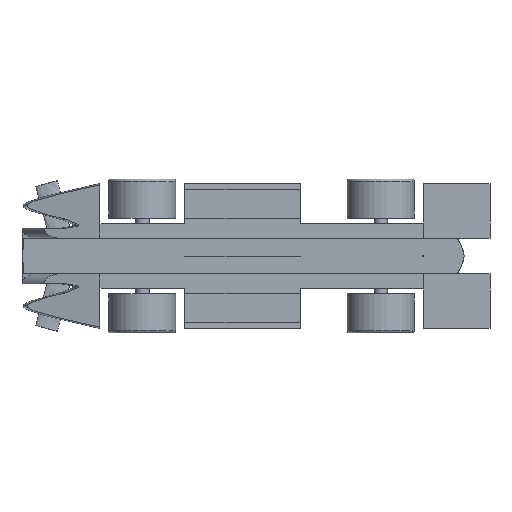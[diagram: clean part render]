
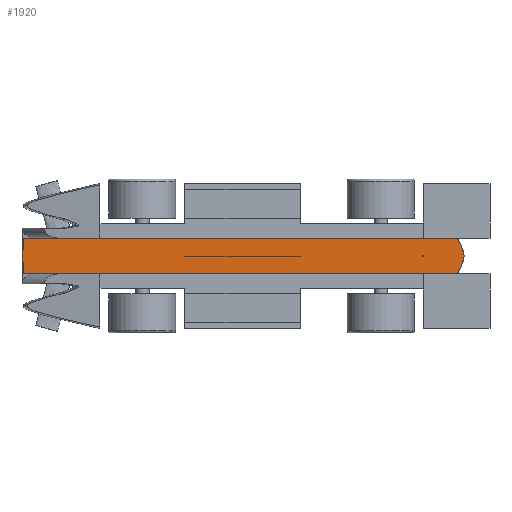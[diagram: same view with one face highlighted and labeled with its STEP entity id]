
A CAD part, front view. The second image highlights one B-rep face of the part: STEP entity #1920.
In plain terms, the highlighted planar face has unit normal (0, -1, 0).
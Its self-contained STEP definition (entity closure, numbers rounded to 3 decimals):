
#53=B_SPLINE_CURVE_WITH_KNOTS('',3,(#3126,#3127,#3128,#3129,#3130,#3131),
 .UNSPECIFIED.,.F.,.F.,(4,2,4),(0.,0.003,0.006),
 .UNSPECIFIED.);
#56=B_SPLINE_CURVE_WITH_KNOTS('',3,(#3214,#3215,#3216,#3217),
 .UNSPECIFIED.,.F.,.F.,(4,4),(-5.86,-5.848),
 .UNSPECIFIED.);
#80=ELLIPSE('',#2019,18.153,18.088);
#81=ELLIPSE('',#2023,18.153,18.088);
#85=ELLIPSE('',#2071,18.153,18.088);
#86=ELLIPSE('',#2072,18.153,18.088);
#137=LINE('',#2810,#322);
#144=LINE('',#2827,#329);
#145=LINE('',#2830,#330);
#149=LINE('',#2853,#334);
#155=LINE('',#2881,#340);
#157=LINE('',#2885,#342);
#191=LINE('',#3105,#376);
#203=LINE('',#3154,#388);
#210=LINE('',#3198,#395);
#211=LINE('',#3203,#396);
#212=LINE('',#3205,#397);
#213=LINE('',#3207,#398);
#214=LINE('',#3209,#399);
#215=LINE('',#3211,#400);
#216=LINE('',#3212,#401);
#217=LINE('',#3219,#402);
#218=LINE('',#3220,#403);
#219=LINE('',#3223,#404);
#220=LINE('',#3225,#405);
#221=LINE('',#3227,#406);
#222=LINE('',#3228,#407);
#322=VECTOR('',#2251,10.);
#329=VECTOR('',#2266,10.);
#330=VECTOR('',#2269,10.);
#334=VECTOR('',#2273,10.);
#340=VECTOR('',#2285,10.);
#342=VECTOR('',#2289,10.);
#376=VECTOR('',#2357,10.);
#388=VECTOR('',#2387,10.);
#395=VECTOR('',#2404,10.);
#396=VECTOR('',#2409,10.);
#397=VECTOR('',#2410,10.);
#398=VECTOR('',#2411,10.);
#399=VECTOR('',#2412,10.);
#400=VECTOR('',#2413,10.);
#401=VECTOR('',#2414,10.);
#402=VECTOR('',#2415,10.);
#403=VECTOR('',#2416,10.);
#404=VECTOR('',#2417,10.);
#405=VECTOR('',#2418,10.);
#406=VECTOR('',#2419,10.);
#407=VECTOR('',#2420,10.);
#498=FACE_BOUND('',#751,.T.);
#499=FACE_BOUND('',#752,.T.);
#542=PLANE('',#2070);
#634=FACE_OUTER_BOUND('',#750,.T.);
#750=EDGE_LOOP('',(#1570,#1571,#1572,#1573,#1574,#1575,#1576,#1577,#1578,
#1579,#1580,#1581,#1582,#1583,#1584,#1585,#1586));
#751=EDGE_LOOP('',(#1587,#1588,#1589,#1590,#1591,#1592));
#752=EDGE_LOOP('',(#1593,#1594,#1595,#1596));
#865=VERTEX_POINT('',#2680);
#867=VERTEX_POINT('',#2683);
#870=VERTEX_POINT('',#2690);
#871=VERTEX_POINT('',#2692);
#892=VERTEX_POINT('',#2807);
#893=VERTEX_POINT('',#2809);
#899=VERTEX_POINT('',#2825);
#900=VERTEX_POINT('',#2829);
#904=VERTEX_POINT('',#2845);
#905=VERTEX_POINT('',#2852);
#910=VERTEX_POINT('',#2879);
#911=VERTEX_POINT('',#2883);
#946=VERTEX_POINT('',#3151);
#951=VERTEX_POINT('',#3197);
#952=VERTEX_POINT('',#3200);
#953=VERTEX_POINT('',#3202);
#954=VERTEX_POINT('',#3204);
#955=VERTEX_POINT('',#3206);
#956=VERTEX_POINT('',#3208);
#957=VERTEX_POINT('',#3210);
#958=VERTEX_POINT('',#3213);
#959=VERTEX_POINT('',#3218);
#960=VERTEX_POINT('',#3221);
#961=VERTEX_POINT('',#3222);
#962=VERTEX_POINT('',#3224);
#963=VERTEX_POINT('',#3226);
#1055=EDGE_CURVE('',#865,#867,#80,.T.);
#1060=EDGE_CURVE('',#871,#870,#81,.T.);
#1083=EDGE_CURVE('',#892,#893,#137,.T.);
#1092=EDGE_CURVE('',#899,#892,#144,.T.);
#1093=EDGE_CURVE('',#900,#893,#145,.T.);
#1098=EDGE_CURVE('',#905,#904,#149,.T.);
#1107=EDGE_CURVE('',#904,#910,#155,.T.);
#1109=EDGE_CURVE('',#911,#900,#157,.T.);
#1155=EDGE_CURVE('',#899,#867,#191,.T.);
#1159=EDGE_CURVE('',#910,#905,#53,.T.);
#1170=EDGE_CURVE('',#871,#946,#203,.T.);
#1179=EDGE_CURVE('',#951,#865,#210,.T.);
#1180=EDGE_CURVE('',#951,#870,#85,.T.);
#1181=EDGE_CURVE('',#946,#952,#86,.T.);
#1182=EDGE_CURVE('',#953,#952,#211,.T.);
#1183=EDGE_CURVE('',#953,#954,#212,.T.);
#1184=EDGE_CURVE('',#954,#955,#213,.T.);
#1185=EDGE_CURVE('',#956,#955,#214,.T.);
#1186=EDGE_CURVE('',#957,#956,#215,.T.);
#1187=EDGE_CURVE('',#957,#911,#216,.T.);
#1188=EDGE_CURVE('',#958,#905,#56,.T.);
#1189=EDGE_CURVE('',#959,#958,#217,.T.);
#1190=EDGE_CURVE('',#905,#959,#218,.T.);
#1191=EDGE_CURVE('',#960,#961,#219,.T.);
#1192=EDGE_CURVE('',#962,#961,#220,.T.);
#1193=EDGE_CURVE('',#962,#963,#221,.T.);
#1194=EDGE_CURVE('',#963,#960,#222,.T.);
#1570=ORIENTED_EDGE('',*,*,#1179,.F.);
#1571=ORIENTED_EDGE('',*,*,#1180,.T.);
#1572=ORIENTED_EDGE('',*,*,#1060,.F.);
#1573=ORIENTED_EDGE('',*,*,#1170,.T.);
#1574=ORIENTED_EDGE('',*,*,#1181,.T.);
#1575=ORIENTED_EDGE('',*,*,#1182,.F.);
#1576=ORIENTED_EDGE('',*,*,#1183,.T.);
#1577=ORIENTED_EDGE('',*,*,#1184,.T.);
#1578=ORIENTED_EDGE('',*,*,#1185,.F.);
#1579=ORIENTED_EDGE('',*,*,#1186,.F.);
#1580=ORIENTED_EDGE('',*,*,#1187,.T.);
#1581=ORIENTED_EDGE('',*,*,#1109,.T.);
#1582=ORIENTED_EDGE('',*,*,#1093,.T.);
#1583=ORIENTED_EDGE('',*,*,#1083,.F.);
#1584=ORIENTED_EDGE('',*,*,#1092,.F.);
#1585=ORIENTED_EDGE('',*,*,#1155,.T.);
#1586=ORIENTED_EDGE('',*,*,#1055,.F.);
#1587=ORIENTED_EDGE('',*,*,#1188,.F.);
#1588=ORIENTED_EDGE('',*,*,#1189,.F.);
#1589=ORIENTED_EDGE('',*,*,#1190,.F.);
#1590=ORIENTED_EDGE('',*,*,#1098,.T.);
#1591=ORIENTED_EDGE('',*,*,#1107,.T.);
#1592=ORIENTED_EDGE('',*,*,#1159,.T.);
#1593=ORIENTED_EDGE('',*,*,#1191,.T.);
#1594=ORIENTED_EDGE('',*,*,#1192,.F.);
#1595=ORIENTED_EDGE('',*,*,#1193,.T.);
#1596=ORIENTED_EDGE('',*,*,#1194,.T.);
#1920=ADVANCED_FACE('',(#634,#498,#499),#542,.T.);
#2019=AXIS2_PLACEMENT_3D('',#2684,#2213,#2214);
#2023=AXIS2_PLACEMENT_3D('',#2694,#2223,#2224);
#2070=AXIS2_PLACEMENT_3D('',#3196,#2402,#2403);
#2071=AXIS2_PLACEMENT_3D('',#3199,#2405,#2406);
#2072=AXIS2_PLACEMENT_3D('',#3201,#2407,#2408);
#2213=DIRECTION('center_axis',(0.,1.,0.));
#2214=DIRECTION('ref_axis',(1.,0.,0.));
#2223=DIRECTION('center_axis',(0.,1.,0.));
#2224=DIRECTION('ref_axis',(1.,0.,0.));
#2251=DIRECTION('',(-1.,0.,0.));
#2266=DIRECTION('',(0.,0.,1.));
#2269=DIRECTION('',(0.,0.,-1.));
#2273=DIRECTION('',(0.,0.,1.));
#2285=DIRECTION('',(1.,0.,0.001));
#2289=DIRECTION('',(1.,0.,0.));
#2357=DIRECTION('',(1.,0.,0.));
#2387=DIRECTION('',(-1.,0.,0.));
#2402=DIRECTION('center_axis',(0.,-1.,0.));
#2403=DIRECTION('ref_axis',(-1.,0.,0.));
#2404=DIRECTION('',(-1.,0.,0.));
#2405=DIRECTION('center_axis',(0.,-1.,0.));
#2406=DIRECTION('ref_axis',(1.,0.,0.));
#2407=DIRECTION('center_axis',(0.,-1.,0.));
#2408=DIRECTION('ref_axis',(1.,0.,0.));
#2409=DIRECTION('',(1.,0.,0.));
#2410=DIRECTION('',(0.,0.,-1.));
#2411=DIRECTION('',(-1.,0.,0.));
#2412=DIRECTION('',(0.,0.,1.));
#2413=DIRECTION('',(1.,0.,0.));
#2414=DIRECTION('',(0.,0.,-1.));
#2415=DIRECTION('',(1.,0.,-0.001));
#2416=DIRECTION('',(0.,0.,-1.));
#2417=DIRECTION('',(-1.,0.,0.));
#2418=DIRECTION('',(0.,0.,-1.));
#2419=DIRECTION('',(1.,0.,-0.001));
#2420=DIRECTION('',(0.,0.,-1.));
#2680=CARTESIAN_POINT('',(198.397,15.,-0.072));
#2683=CARTESIAN_POINT('',(186.854,15.,-14.5));
#2684=CARTESIAN_POINT('Origin',(180.416,15.,2.412));
#2690=CARTESIAN_POINT('',(198.407,15.,0.));
#2692=CARTESIAN_POINT('',(198.416,15.,0.072));
#2694=CARTESIAN_POINT('Origin',(180.416,15.,2.412));
#2807=CARTESIAN_POINT('',(180.,15.,-8.));
#2809=CARTESIAN_POINT('',(0.711,15.,-8.));
#2810=CARTESIAN_POINT('',(0.,15.,-8.));
#2825=CARTESIAN_POINT('',(180.,15.,-14.5));
#2827=CARTESIAN_POINT('',(180.,15.,-32.5));
#2829=CARTESIAN_POINT('',(0.711,15.,-3.));
#2830=CARTESIAN_POINT('',(0.711,15.,-5.375));
#2845=CARTESIAN_POINT('',(179.849,15.,0.064));
#2852=CARTESIAN_POINT('',(179.849,15.,0.));
#2853=CARTESIAN_POINT('',(179.849,15.,0.));
#2879=CARTESIAN_POINT('',(179.856,15.,0.064));
#2881=CARTESIAN_POINT('',(127.217,15.,0.037));
#2883=CARTESIAN_POINT('',(0.,15.,-3.));
#2885=CARTESIAN_POINT('',(0.,15.,-3.));
#3105=CARTESIAN_POINT('',(115.,15.,-14.5));
#3126=CARTESIAN_POINT('Ctrl Pts',(179.856,15.,0.064));
#3127=CARTESIAN_POINT('Ctrl Pts',(179.856,15.,0.053));
#3128=CARTESIAN_POINT('Ctrl Pts',(179.855,15.,0.042));
#3129=CARTESIAN_POINT('Ctrl Pts',(179.853,15.,0.021));
#3130=CARTESIAN_POINT('Ctrl Pts',(179.851,15.,0.01));
#3131=CARTESIAN_POINT('Ctrl Pts',(179.849,15.,0.));
#3151=CARTESIAN_POINT('',(198.397,15.,0.072));
#3154=CARTESIAN_POINT('',(125.,15.,0.072));
#3196=CARTESIAN_POINT('Origin',(198.416,15.,32.5));
#3197=CARTESIAN_POINT('',(198.416,15.,-0.072));
#3198=CARTESIAN_POINT('',(125.,15.,-0.072));
#3199=CARTESIAN_POINT('Origin',(180.416,15.,-2.412));
#3200=CARTESIAN_POINT('',(186.854,15.,14.5));
#3201=CARTESIAN_POINT('Origin',(180.416,15.,-2.412));
#3202=CARTESIAN_POINT('',(180.,15.,14.5));
#3203=CARTESIAN_POINT('',(115.,15.,14.5));
#3204=CARTESIAN_POINT('',(180.,15.,8.));
#3205=CARTESIAN_POINT('',(180.,15.,32.5));
#3206=CARTESIAN_POINT('',(0.711,15.,8.));
#3207=CARTESIAN_POINT('',(0.,15.,8.));
#3208=CARTESIAN_POINT('',(0.711,15.,3.));
#3209=CARTESIAN_POINT('',(0.711,15.,5.375));
#3210=CARTESIAN_POINT('',(0.,15.,3.));
#3211=CARTESIAN_POINT('',(0.,15.,3.));
#3212=CARTESIAN_POINT('',(0.,15.,-3.125));
#3213=CARTESIAN_POINT('',(179.856,15.,-0.064));
#3214=CARTESIAN_POINT('Ctrl Pts',(179.856,15.,-0.064));
#3215=CARTESIAN_POINT('Ctrl Pts',(179.856,15.,-0.042));
#3216=CARTESIAN_POINT('Ctrl Pts',(179.853,15.,-0.021));
#3217=CARTESIAN_POINT('Ctrl Pts',(179.849,15.,0.));
#3218=CARTESIAN_POINT('',(179.849,15.,-0.064));
#3219=CARTESIAN_POINT('',(127.2,15.,-0.037));
#3220=CARTESIAN_POINT('',(179.849,15.,0.));
#3221=CARTESIAN_POINT('',(125.,15.,-0.072));
#3222=CARTESIAN_POINT('',(73.,15.,-0.072));
#3223=CARTESIAN_POINT('',(125.,15.,-0.072));
#3224=CARTESIAN_POINT('',(73.,15.,-0.009));
#3225=CARTESIAN_POINT('',(73.,15.,32.5));
#3226=CARTESIAN_POINT('',(125.,15.,-0.036));
#3227=CARTESIAN_POINT('',(90.492,15.,-0.018));
#3228=CARTESIAN_POINT('',(125.,15.,32.5));
